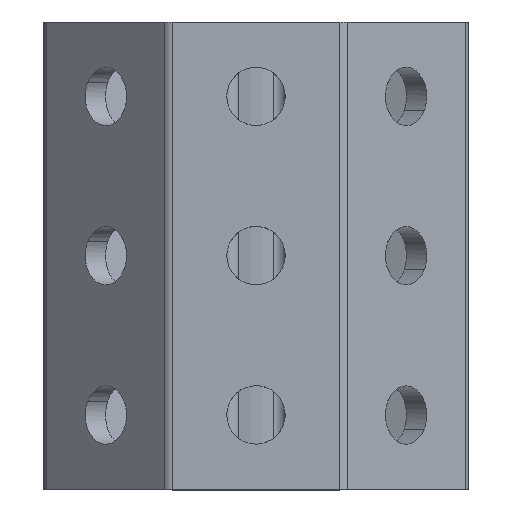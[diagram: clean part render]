
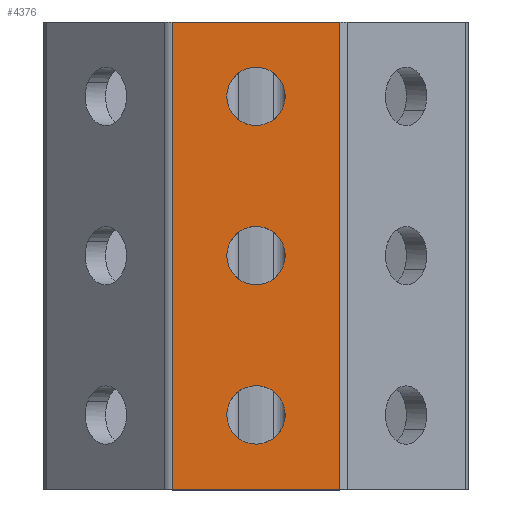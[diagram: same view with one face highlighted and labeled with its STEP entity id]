
A CAD part, top view. The second image highlights one B-rep face of the part: STEP entity #4376.
In plain terms, the highlighted planar face has unit normal (0, 0, 1).
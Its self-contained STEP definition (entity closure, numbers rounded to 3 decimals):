
#63=CARTESIAN_POINT('Vertex',(4.827,11.363,40.)) ;
#66=CARTESIAN_POINT('Axis2P3D Location',(0.,14.,40.)) ;
#70=CARTESIAN_POINT('Vertex',(-4.827,16.637,40.)) ;
#109=CARTESIAN_POINT('Line Origine',(0.,88.,40.)) ;
#113=CARTESIAN_POINT('Vertex',(-15.74,88.,40.)) ;
#115=CARTESIAN_POINT('Vertex',(15.74,88.,40.)) ;
#822=CARTESIAN_POINT('Line Origine',(15.74,44.,40.)) ;
#826=CARTESIAN_POINT('Vertex',(15.74,0.,40.)) ;
#2438=CARTESIAN_POINT('Vertex',(-15.74,0.,40.)) ;
#2441=CARTESIAN_POINT('Line Origine',(-15.74,44.,40.)) ;
#2517=CARTESIAN_POINT('Line Origine',(0.,0.,40.)) ;
#2665=CARTESIAN_POINT('Axis2P3D Location',(0.,14.,40.)) ;
#4325=CARTESIAN_POINT('Axis2P3D Location',(-15.74,0.,40.)) ;
#4340=CARTESIAN_POINT('Axis2P3D Location',(0.,74.,40.)) ;
#4344=CARTESIAN_POINT('Vertex',(4.827,71.363,40.)) ;
#4346=CARTESIAN_POINT('Vertex',(-4.827,76.637,40.)) ;
#4349=CARTESIAN_POINT('Axis2P3D Location',(0.,74.,40.)) ;
#4358=CARTESIAN_POINT('Axis2P3D Location',(0.,44.,40.)) ;
#4362=CARTESIAN_POINT('Vertex',(4.827,41.363,40.)) ;
#4364=CARTESIAN_POINT('Vertex',(-4.827,46.637,40.)) ;
#4367=CARTESIAN_POINT('Axis2P3D Location',(0.,44.,40.)) ;
#67=DIRECTION('Axis2P3D Direction',(0.,-0.,-1.)) ;
#110=DIRECTION('Vector Direction',(1.,0.,0.)) ;
#823=DIRECTION('Vector Direction',(0.,1.,0.)) ;
#2442=DIRECTION('Vector Direction',(0.,1.,0.)) ;
#2518=DIRECTION('Vector Direction',(1.,0.,0.)) ;
#2666=DIRECTION('Axis2P3D Direction',(0.,-0.,-1.)) ;
#4326=DIRECTION('Axis2P3D Direction',(0.,0.,1.)) ;
#4327=DIRECTION('Axis2P3D XDirection',(1.,0.,0.)) ;
#4341=DIRECTION('Axis2P3D Direction',(0.,0.,1.)) ;
#4350=DIRECTION('Axis2P3D Direction',(0.,0.,1.)) ;
#4359=DIRECTION('Axis2P3D Direction',(0.,0.,1.)) ;
#4368=DIRECTION('Axis2P3D Direction',(0.,0.,1.)) ;
#68=AXIS2_PLACEMENT_3D('Circle Axis2P3D',#66,#67,$) ;
#2667=AXIS2_PLACEMENT_3D('Circle Axis2P3D',#2665,#2666,$) ;
#4328=AXIS2_PLACEMENT_3D('Plane Axis2P3D',#4325,#4326,#4327) ;
#4342=AXIS2_PLACEMENT_3D('Circle Axis2P3D',#4340,#4341,$) ;
#4351=AXIS2_PLACEMENT_3D('Circle Axis2P3D',#4349,#4350,$) ;
#4360=AXIS2_PLACEMENT_3D('Circle Axis2P3D',#4358,#4359,$) ;
#4369=AXIS2_PLACEMENT_3D('Circle Axis2P3D',#4367,#4368,$) ;
#4331=ORIENTED_EDGE('',*,*,#2445,.F.) ;
#4332=ORIENTED_EDGE('',*,*,#2521,.T.) ;
#4333=ORIENTED_EDGE('',*,*,#828,.T.) ;
#4334=ORIENTED_EDGE('',*,*,#117,.F.) ;
#4337=ORIENTED_EDGE('',*,*,#2669,.F.) ;
#4338=ORIENTED_EDGE('',*,*,#72,.F.) ;
#4355=ORIENTED_EDGE('',*,*,#4348,.F.) ;
#4356=ORIENTED_EDGE('',*,*,#4353,.F.) ;
#4373=ORIENTED_EDGE('',*,*,#4366,.F.) ;
#4374=ORIENTED_EDGE('',*,*,#4371,.F.) ;
#4339=FACE_BOUND('',#4336,.T.) ;
#4357=FACE_BOUND('',#4354,.T.) ;
#4375=FACE_BOUND('',#4372,.T.) ;
#111=VECTOR('Line Direction',#110,1.) ;
#824=VECTOR('Line Direction',#823,1.) ;
#2443=VECTOR('Line Direction',#2442,1.) ;
#2519=VECTOR('Line Direction',#2518,1.) ;
#4376=ADVANCED_FACE('\X2\96F64EF651E04F554F53\X0\',(#4335,#4339,#4357,#4375),#4329,.T.) ;
#69=CIRCLE('generated circle',#68,5.5) ;
#2668=CIRCLE('generated circle',#2667,5.5) ;
#4343=CIRCLE('generated circle',#4342,5.5) ;
#4352=CIRCLE('generated circle',#4351,5.5) ;
#4361=CIRCLE('generated circle',#4360,5.5) ;
#4370=CIRCLE('generated circle',#4369,5.5) ;
#72=EDGE_CURVE('',#64,#71,#69,.F.) ;
#117=EDGE_CURVE('',#114,#116,#112,.T.) ;
#828=EDGE_CURVE('',#827,#116,#825,.T.) ;
#2445=EDGE_CURVE('',#2439,#114,#2444,.T.) ;
#2521=EDGE_CURVE('',#2439,#827,#2520,.T.) ;
#2669=EDGE_CURVE('',#71,#64,#2668,.F.) ;
#4348=EDGE_CURVE('',#4345,#4347,#4343,.T.) ;
#4353=EDGE_CURVE('',#4347,#4345,#4352,.T.) ;
#4366=EDGE_CURVE('',#4363,#4365,#4361,.T.) ;
#4371=EDGE_CURVE('',#4365,#4363,#4370,.T.) ;
#4330=EDGE_LOOP('',(#4331,#4332,#4333,#4334)) ;
#4336=EDGE_LOOP('',(#4337,#4338)) ;
#4354=EDGE_LOOP('',(#4355,#4356)) ;
#4372=EDGE_LOOP('',(#4373,#4374)) ;
#4335=FACE_OUTER_BOUND('',#4330,.T.) ;
#112=LINE('Line',#109,#111) ;
#825=LINE('Line',#822,#824) ;
#2444=LINE('Line',#2441,#2443) ;
#2520=LINE('Line',#2517,#2519) ;
#4329=PLANE('',#4328) ;
#64=VERTEX_POINT('',#63) ;
#71=VERTEX_POINT('',#70) ;
#114=VERTEX_POINT('',#113) ;
#116=VERTEX_POINT('',#115) ;
#827=VERTEX_POINT('',#826) ;
#2439=VERTEX_POINT('',#2438) ;
#4345=VERTEX_POINT('',#4344) ;
#4347=VERTEX_POINT('',#4346) ;
#4363=VERTEX_POINT('',#4362) ;
#4365=VERTEX_POINT('',#4364) ;
